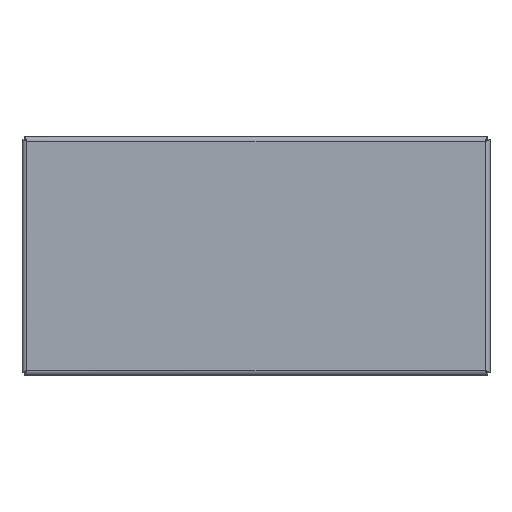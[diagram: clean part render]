
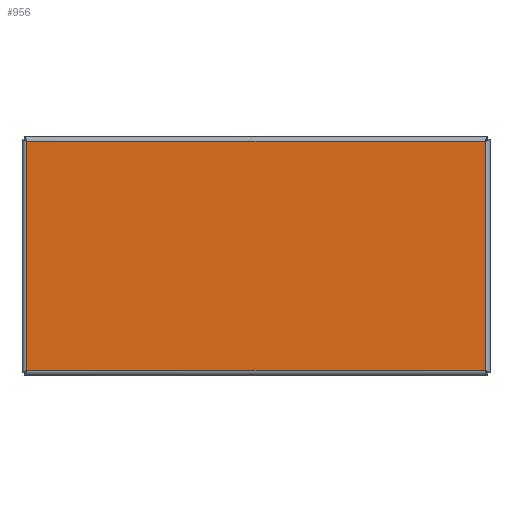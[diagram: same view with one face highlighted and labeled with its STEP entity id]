
A CAD part, top view. The second image highlights one B-rep face of the part: STEP entity #956.
In plain terms, the highlighted planar face has unit normal (0, 0, 1).
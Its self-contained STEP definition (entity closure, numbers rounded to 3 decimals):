
#115=FACE_OUTER_BOUND('',#167,.T.);
#167=EDGE_LOOP('',(#754,#755,#756,#757));
#215=LINE('',#1334,#311);
#228=LINE('',#1428,#324);
#248=LINE('',#1537,#344);
#260=LINE('',#1628,#356);
#311=VECTOR('',#1086,10.);
#324=VECTOR('',#1111,10.);
#344=VECTOR('',#1145,10.);
#356=VECTOR('',#1169,10.);
#408=VERTEX_POINT('',#1325);
#409=VERTEX_POINT('',#1333);
#416=VERTEX_POINT('',#1427);
#430=VERTEX_POINT('',#1536);
#480=EDGE_CURVE('',#409,#408,#215,.T.);
#497=EDGE_CURVE('',#416,#409,#228,.T.);
#521=EDGE_CURVE('',#430,#416,#248,.T.);
#537=EDGE_CURVE('',#408,#430,#260,.T.);
#754=ORIENTED_EDGE('',*,*,#480,.T.);
#755=ORIENTED_EDGE('',*,*,#537,.T.);
#756=ORIENTED_EDGE('',*,*,#521,.T.);
#757=ORIENTED_EDGE('',*,*,#497,.T.);
#859=PLANE('',#1020);
#956=ADVANCED_FACE('',(#115),#859,.F.);
#1020=AXIS2_PLACEMENT_3D('',#1707,#1191,#1192);
#1086=DIRECTION('',(0.,1.,0.));
#1111=DIRECTION('',(1.,0.,0.));
#1145=DIRECTION('',(0.,-1.,0.));
#1169=DIRECTION('',(-1.,0.,0.));
#1191=DIRECTION('center_axis',(0.,0.,
-1.));
#1192=DIRECTION('ref_axis',(1.,0.,0.));
#1325=CARTESIAN_POINT('',(196.,98.,55.));
#1333=CARTESIAN_POINT('',(196.,-98.,55.));
#1334=CARTESIAN_POINT('',(196.,-49.,55.));
#1427=CARTESIAN_POINT('',(-196.,-98.,55.));
#1428=CARTESIAN_POINT('',(-98.,-98.,55.));
#1536=CARTESIAN_POINT('',(-196.,98.,55.));
#1537=CARTESIAN_POINT('',(-196.,49.,55.));
#1628=CARTESIAN_POINT('',(98.,98.,55.));
#1707=CARTESIAN_POINT('Origin',(0.,0.,
55.));
